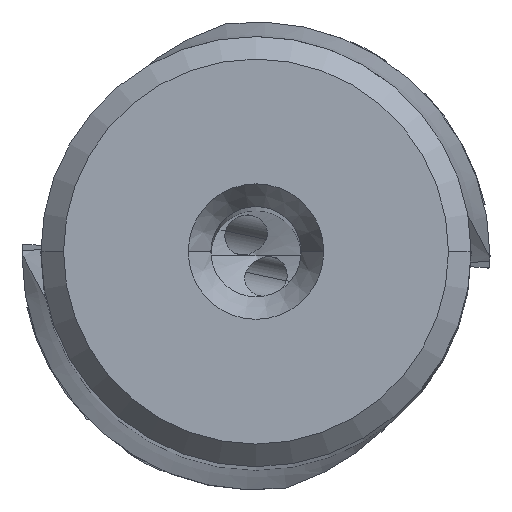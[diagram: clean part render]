
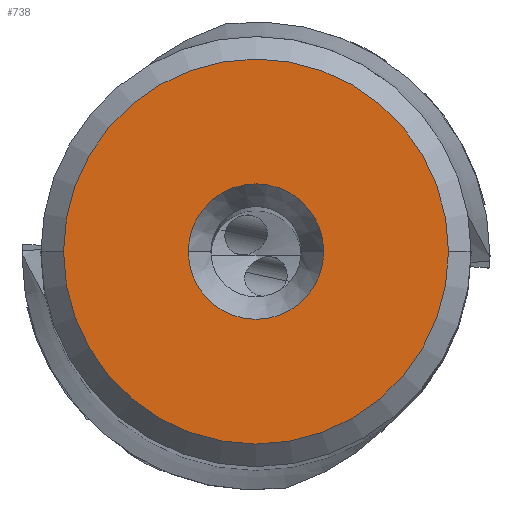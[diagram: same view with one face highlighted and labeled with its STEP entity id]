
A CAD part, top view. The second image highlights one B-rep face of the part: STEP entity #738.
In plain terms, the highlighted planar face has unit normal (0, 0, 1).
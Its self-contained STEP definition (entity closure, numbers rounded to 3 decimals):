
#59=FACE_BOUND('',#1237,.T.);
#60=FACE_BOUND('',#1238,.T.);
#213=PLANE('',#4722);
#738=ADVANCED_FACE('',(#59,#60),#213,.T.);
#1237=EDGE_LOOP('',(#2207,#2208,#2209,#2210));
#1238=EDGE_LOOP('',(#2211,#2212));
#1477=CIRCLE('',#4715,3.);
#1478=CIRCLE('',#4717,8.525);
#1479=CIRCLE('',#4718,8.525);
#1480=CIRCLE('',#4719,8.525);
#1481=CIRCLE('',#4720,8.525);
#1482=CIRCLE('',#4721,3.);
#2207=ORIENTED_EDGE('',*,*,#3799,.F.);
#2208=ORIENTED_EDGE('',*,*,#3800,.T.);
#2209=ORIENTED_EDGE('',*,*,#3801,.T.);
#2210=ORIENTED_EDGE('',*,*,#3802,.F.);
#2211=ORIENTED_EDGE('',*,*,#3803,.F.);
#2212=ORIENTED_EDGE('',*,*,#3798,.F.);
#3255=VERTEX_POINT('',#9832);
#3256=VERTEX_POINT('',#9834);
#3257=VERTEX_POINT('',#9838);
#3258=VERTEX_POINT('',#9839);
#3259=VERTEX_POINT('',#9841);
#3260=VERTEX_POINT('',#9843);
#3798=EDGE_CURVE('',#3256,#3255,#1477,.T.);
#3799=EDGE_CURVE('',#3257,#3258,#1478,.T.);
#3800=EDGE_CURVE('',#3257,#3259,#1479,.T.);
#3801=EDGE_CURVE('',#3259,#3260,#1480,.T.);
#3802=EDGE_CURVE('',#3258,#3260,#1481,.T.);
#3803=EDGE_CURVE('',#3255,#3256,#1482,.T.);
#4715=AXIS2_PLACEMENT_3D('',#9835,#5515,#5516);
#4717=AXIS2_PLACEMENT_3D('',#9837,#5519,#5520);
#4718=AXIS2_PLACEMENT_3D('',#9840,#5521,#5522);
#4719=AXIS2_PLACEMENT_3D('',#9842,#5523,#5524);
#4720=AXIS2_PLACEMENT_3D('',#9844,#5525,#5526);
#4721=AXIS2_PLACEMENT_3D('',#9845,#5527,#5528);
#4722=AXIS2_PLACEMENT_3D('',#9846,#5529,#5530);
#5515=DIRECTION('',(0.,0.,1.));
#5516=DIRECTION('',(1.,0.,0.));
#5519=DIRECTION('',(0.,0.,-1.));
#5520=DIRECTION('',(-1.,0.001,0.));
#5521=DIRECTION('',(0.,0.,1.));
#5522=DIRECTION('',(-1.,0.001,0.));
#5523=DIRECTION('',(0.,0.,1.));
#5524=DIRECTION('',(1.,-0.001,0.));
#5525=DIRECTION('',(0.,0.,-1.));
#5526=DIRECTION('',(1.,-0.001,0.));
#5527=DIRECTION('',(0.,0.,1.));
#5528=DIRECTION('',(-1.,0.,0.));
#5529=DIRECTION('',(0.,0.,1.));
#5530=DIRECTION('',(1.,0.,0.));
#9832=CARTESIAN_POINT('',(-3.,0.,0.));
#9834=CARTESIAN_POINT('',(3.,0.,0.));
#9835=CARTESIAN_POINT('',(0.,0.,0.));
#9837=CARTESIAN_POINT('',(0.,0.,0.));
#9838=CARTESIAN_POINT('',(-8.525,0.01,0.));
#9839=CARTESIAN_POINT('',(8.525,0.,0.));
#9840=CARTESIAN_POINT('',(0.,0.,0.));
#9841=CARTESIAN_POINT('',(-8.525,0.,0.));
#9842=CARTESIAN_POINT('',(0.,0.,0.));
#9843=CARTESIAN_POINT('',(8.525,-0.01,0.));
#9844=CARTESIAN_POINT('',(0.,0.,0.));
#9845=CARTESIAN_POINT('',(0.,0.,0.));
#9846=CARTESIAN_POINT('',(0.,0.,0.));
